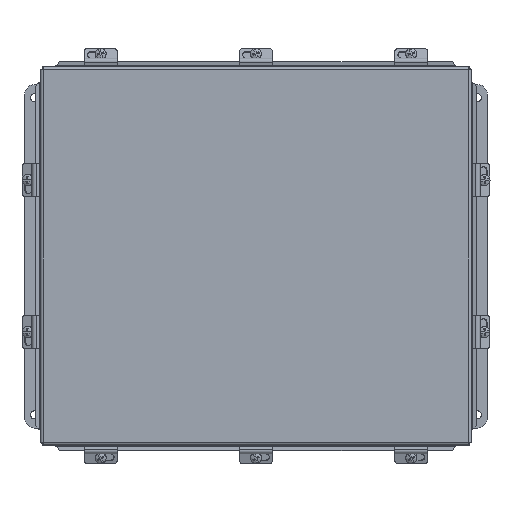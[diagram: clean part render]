
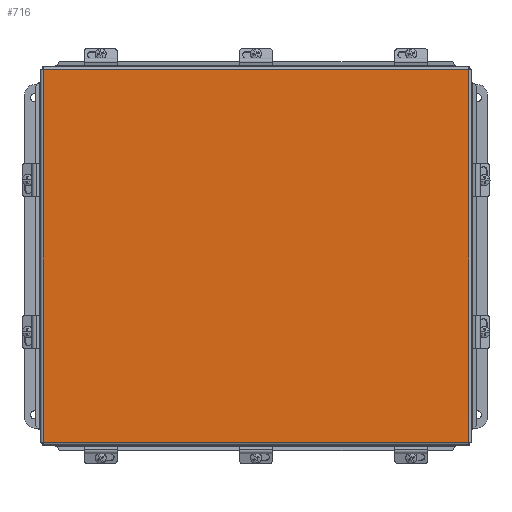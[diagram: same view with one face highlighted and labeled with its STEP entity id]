
A CAD part, top view. The second image highlights one B-rep face of the part: STEP entity #716.
In plain terms, the highlighted face is planar.
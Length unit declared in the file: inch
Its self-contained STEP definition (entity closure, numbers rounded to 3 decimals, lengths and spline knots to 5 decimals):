
#529 = CARTESIAN_POINT ( 'NONE',  ( 14.20475, 16.20475, 0. ) ) ;
#716 = ADVANCED_FACE ( 'NONE', ( #3800 ), #4629, .F. ) ;
#993 = LINE ( 'NONE', #12932, #2148 ) ;
#1654 = DIRECTION ( 'NONE',  ( 0., -1., 0. ) ) ;
#1753 = CARTESIAN_POINT ( 'NONE',  ( 14.20475, 16.20475, 0. ) ) ;
#1953 = VECTOR ( 'NONE', #6016, 39.37008 ) ;
#2148 = VECTOR ( 'NONE', #12891, 39.37008 ) ;
#3346 = LINE ( 'NONE', #5722, #1953 ) ;
#3800 = FACE_OUTER_BOUND ( 'NONE', #8008, .T. ) ;
#4365 = ORIENTED_EDGE ( 'NONE', *, *, #12347, .T. ) ;
#4411 = DIRECTION ( 'NONE',  ( 1., 0., 0. ) ) ;
#4432 = DIRECTION ( 'NONE',  ( 0., 0., 1. ) ) ;
#4447 = CARTESIAN_POINT ( 'NONE',  ( 7.155, 8.155, 0. ) ) ;
#4629 = PLANE ( 'NONE',  #7250 ) ;
#5175 = LINE ( 'NONE', #6408, #13714 ) ;
#5722 = CARTESIAN_POINT ( 'NONE',  ( 0.10525, 0.10525, 0. ) ) ;
#6016 = DIRECTION ( 'NONE',  ( 0., 1., 0. ) ) ;
#6320 = DIRECTION ( 'NONE',  ( -1., 0., 0. ) ) ;
#6408 = CARTESIAN_POINT ( 'NONE',  ( 14.20475, 0.10525, 0. ) ) ;
#6563 = CARTESIAN_POINT ( 'NONE',  ( 0.10525, 0.10525, 0. ) ) ;
#6988 = EDGE_CURVE ( 'NONE', #13265, #11225, #3346, .T. ) ;
#6997 = VECTOR ( 'NONE', #1654, 39.37008 ) ;
#7250 = AXIS2_PLACEMENT_3D ( 'NONE', #4447, #4432, #4411 ) ;
#7358 = LINE ( 'NONE', #1753, #6997 ) ;
#7384 = EDGE_CURVE ( 'NONE', #11225, #9769, #993, .T. ) ;
#8008 = EDGE_LOOP ( 'NONE', ( #12695, #4365, #13626, #8376 ) ) ;
#8376 = ORIENTED_EDGE ( 'NONE', *, *, #7384, .T. ) ;
#9769 = VERTEX_POINT ( 'NONE', #529 ) ;
#10462 = CARTESIAN_POINT ( 'NONE',  ( 14.20475, 0.10525, 0. ) ) ;
#10673 = EDGE_CURVE ( 'NONE', #9769, #13529, #7358, .T. ) ;
#11225 = VERTEX_POINT ( 'NONE', #12147 ) ;
#12147 = CARTESIAN_POINT ( 'NONE',  ( 0.10525, 16.20475, 0. ) ) ;
#12347 = EDGE_CURVE ( 'NONE', #13529, #13265, #5175, .T. ) ;
#12695 = ORIENTED_EDGE ( 'NONE', *, *, #10673, .T. ) ;
#12891 = DIRECTION ( 'NONE',  ( 1., 0., 0. ) ) ;
#12932 = CARTESIAN_POINT ( 'NONE',  ( 0.10525, 16.20475, 0. ) ) ;
#13265 = VERTEX_POINT ( 'NONE', #6563 ) ;
#13529 = VERTEX_POINT ( 'NONE', #10462 ) ;
#13626 = ORIENTED_EDGE ( 'NONE', *, *, #6988, .T. ) ;
#13714 = VECTOR ( 'NONE', #6320, 39.37008 ) ;
